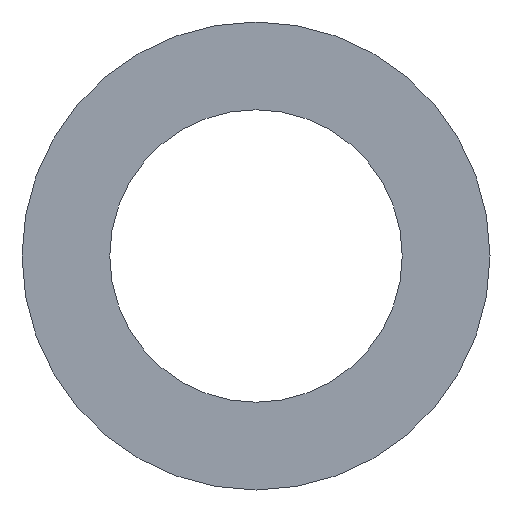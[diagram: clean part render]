
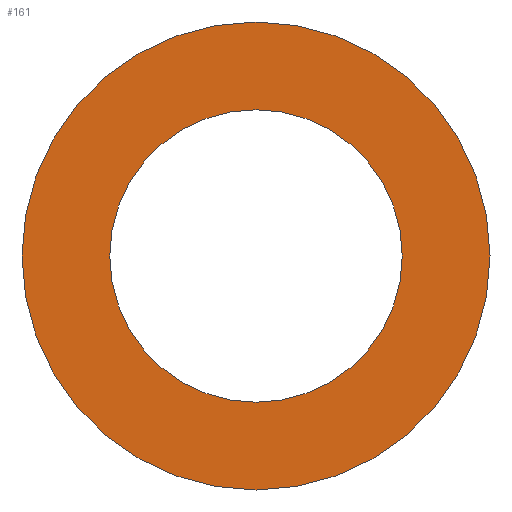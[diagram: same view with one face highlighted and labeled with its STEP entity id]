
A CAD part, front view. The second image highlights one B-rep face of the part: STEP entity #161.
In plain terms, the highlighted planar face has unit normal (0, -1, 0).
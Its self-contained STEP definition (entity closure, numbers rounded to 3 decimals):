
#5 = CIRCLE ( 'NONE', #155, 2.5 ) ;
#7 = CARTESIAN_POINT ( 'NONE',  ( 0., 0., 0. ) ) ;
#11 = CARTESIAN_POINT ( 'NONE',  ( 0., 0., 0. ) ) ;
#21 = AXIS2_PLACEMENT_3D ( 'NONE', #222, #24, #87 ) ;
#23 = CARTESIAN_POINT ( 'NONE',  ( 0., 0., 0. ) ) ;
#24 = DIRECTION ( 'NONE',  ( 0., 1., 0. ) ) ;
#25 = EDGE_CURVE ( 'NONE', #26, #240, #5, .T. ) ;
#26 = VERTEX_POINT ( 'NONE', #110 ) ;
#27 = VERTEX_POINT ( 'NONE', #90 ) ;
#28 = DIRECTION ( 'NONE',  ( 0., 1., 0. ) ) ;
#38 = DIRECTION ( 'NONE',  ( 0., 1., 0. ) ) ;
#40 = CIRCLE ( 'NONE', #143, 2.5 ) ;
#43 = PLANE ( 'NONE',  #96 ) ;
#45 = DIRECTION ( 'NONE',  ( 0., 0., 1. ) ) ;
#58 = EDGE_LOOP ( 'NONE', ( #171, #179 ) ) ;
#59 = FACE_BOUND ( 'NONE', #98, .T. ) ;
#66 = DIRECTION ( 'NONE',  ( 0., 0., 1. ) ) ;
#87 = DIRECTION ( 'NONE',  ( 0., 0., 1. ) ) ;
#90 = CARTESIAN_POINT ( 'NONE',  ( 0., 0., 4. ) ) ;
#96 = AXIS2_PLACEMENT_3D ( 'NONE', #23, #125, #124 ) ;
#98 = EDGE_LOOP ( 'NONE', ( #149, #203 ) ) ;
#106 = DIRECTION ( 'NONE',  ( 0., 1., 0. ) ) ;
#110 = CARTESIAN_POINT ( 'NONE',  ( 0., 0., 2.5 ) ) ;
#115 = EDGE_CURVE ( 'NONE', #240, #26, #40, .T. ) ;
#124 = DIRECTION ( 'NONE',  ( 0., 0., 1. ) ) ;
#125 = DIRECTION ( 'NONE',  ( 0., 1., 0. ) ) ;
#143 = AXIS2_PLACEMENT_3D ( 'NONE', #154, #106, #45 ) ;
#146 = CARTESIAN_POINT ( 'NONE',  ( 0., 0., -2.5 ) ) ;
#149 = ORIENTED_EDGE ( 'NONE', *, *, #115, .T. ) ;
#154 = CARTESIAN_POINT ( 'NONE',  ( 0., 0., 0. ) ) ;
#155 = AXIS2_PLACEMENT_3D ( 'NONE', #11, #28, #66 ) ;
#160 = DIRECTION ( 'NONE',  ( 0., 0., 1. ) ) ;
#161 = ADVANCED_FACE ( 'NONE', ( #206, #59 ), #43, .F. ) ;
#171 = ORIENTED_EDGE ( 'NONE', *, *, #239, .F. ) ;
#179 = ORIENTED_EDGE ( 'NONE', *, *, #199, .F. ) ;
#193 = CARTESIAN_POINT ( 'NONE',  ( 0., 0., -4. ) ) ;
#194 = CIRCLE ( 'NONE', #236, 4. ) ;
#199 = EDGE_CURVE ( 'NONE', #27, #248, #194, .T. ) ;
#203 = ORIENTED_EDGE ( 'NONE', *, *, #25, .T. ) ;
#206 = FACE_OUTER_BOUND ( 'NONE', #58, .T. ) ;
#217 = CIRCLE ( 'NONE', #21, 4. ) ;
#222 = CARTESIAN_POINT ( 'NONE',  ( 0., 0., 0. ) ) ;
#236 = AXIS2_PLACEMENT_3D ( 'NONE', #7, #38, #160 ) ;
#239 = EDGE_CURVE ( 'NONE', #248, #27, #217, .T. ) ;
#240 = VERTEX_POINT ( 'NONE', #146 ) ;
#248 = VERTEX_POINT ( 'NONE', #193 ) ;
